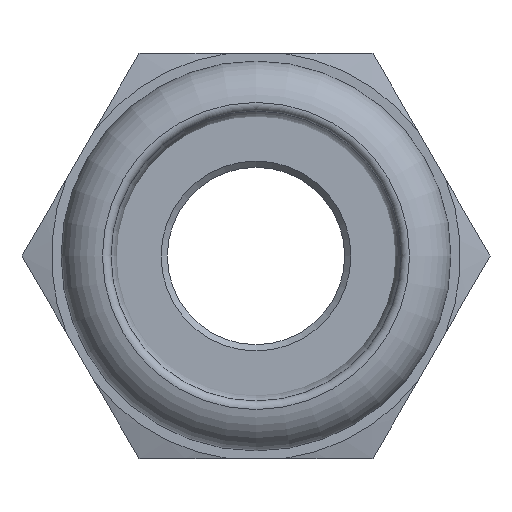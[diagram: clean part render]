
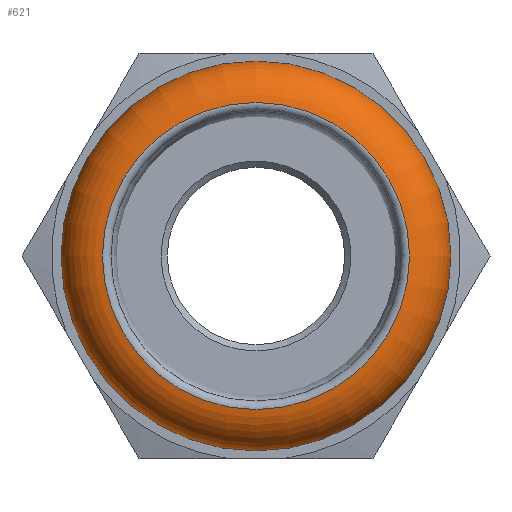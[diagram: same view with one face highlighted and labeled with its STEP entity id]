
A CAD part, front view. The second image highlights one B-rep face of the part: STEP entity #621.
In plain terms, the highlighted toroidal (fillet/blend) face has major radius 11.646 mm and minor radius 3.759 mm.
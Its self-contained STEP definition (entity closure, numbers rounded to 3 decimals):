
#128=FACE_OUTER_BOUND('',#164,.T.);
#164=EDGE_LOOP('',(#418,#419,#420,#421,#422,#423));
#204=CIRCLE('',#678,12.65);
#205=CIRCLE('',#679,12.65);
#206=CIRCLE('',#680,3.759);
#207=CIRCLE('',#681,12.127);
#208=CIRCLE('',#682,12.127);
#252=VERTEX_POINT('',#960);
#253=VERTEX_POINT('',#961);
#254=VERTEX_POINT('',#964);
#255=VERTEX_POINT('',#966);
#319=EDGE_CURVE('',#252,#253,#204,.T.);
#320=EDGE_CURVE('',#253,#252,#205,.T.);
#321=EDGE_CURVE('',#253,#254,#206,.T.);
#322=EDGE_CURVE('',#254,#255,#207,.T.);
#323=EDGE_CURVE('',#255,#254,#208,.T.);
#418=ORIENTED_EDGE('',*,*,#319,.F.);
#419=ORIENTED_EDGE('',*,*,#320,.F.);
#420=ORIENTED_EDGE('',*,*,#321,.T.);
#421=ORIENTED_EDGE('',*,*,#322,.T.);
#422=ORIENTED_EDGE('',*,*,#323,.T.);
#423=ORIENTED_EDGE('',*,*,#321,.F.);
#616=TOROIDAL_SURFACE('',#677,11.646,3.759);
#621=ADVANCED_FACE('',(#128),#616,.T.);
#677=AXIS2_PLACEMENT_3D('',#959,#763,#764);
#678=AXIS2_PLACEMENT_3D('',#962,#765,#766);
#679=AXIS2_PLACEMENT_3D('',#963,#767,#768);
#680=AXIS2_PLACEMENT_3D('',#965,#769,#770);
#681=AXIS2_PLACEMENT_3D('',#967,#771,#772);
#682=AXIS2_PLACEMENT_3D('',#968,#773,#774);
#763=DIRECTION('center_axis',(0.,1.,0.));
#764=DIRECTION('ref_axis',(0.,0.,1.));
#765=DIRECTION('center_axis',(0.,1.,0.));
#766=DIRECTION('ref_axis',(0.,0.,1.));
#767=DIRECTION('center_axis',(0.,1.,0.));
#768=DIRECTION('ref_axis',(0.,0.,1.));
#769=DIRECTION('center_axis',(-1.,0.,0.));
#770=DIRECTION('ref_axis',(0.,0.,-1.));
#771=DIRECTION('center_axis',(0.,1.,0.));
#772=DIRECTION('ref_axis',(0.,0.,1.));
#773=DIRECTION('center_axis',(0.,1.,0.));
#774=DIRECTION('ref_axis',(0.,0.,1.));
#959=CARTESIAN_POINT('Origin',(0.,3.733,0.));
#960=CARTESIAN_POINT('',(0.,7.355,12.65));
#961=CARTESIAN_POINT('',(0.,7.355,-12.65));
#962=CARTESIAN_POINT('Origin',(0.,7.355,0.));
#963=CARTESIAN_POINT('Origin',(0.,7.355,0.));
#964=CARTESIAN_POINT('',(0.,0.005,-12.127));
#965=CARTESIAN_POINT('Origin',(0.,3.733,-11.646));
#966=CARTESIAN_POINT('',(0.,0.005,12.127));
#967=CARTESIAN_POINT('Origin',(0.,0.005,0.));
#968=CARTESIAN_POINT('Origin',(0.,0.005,0.));
